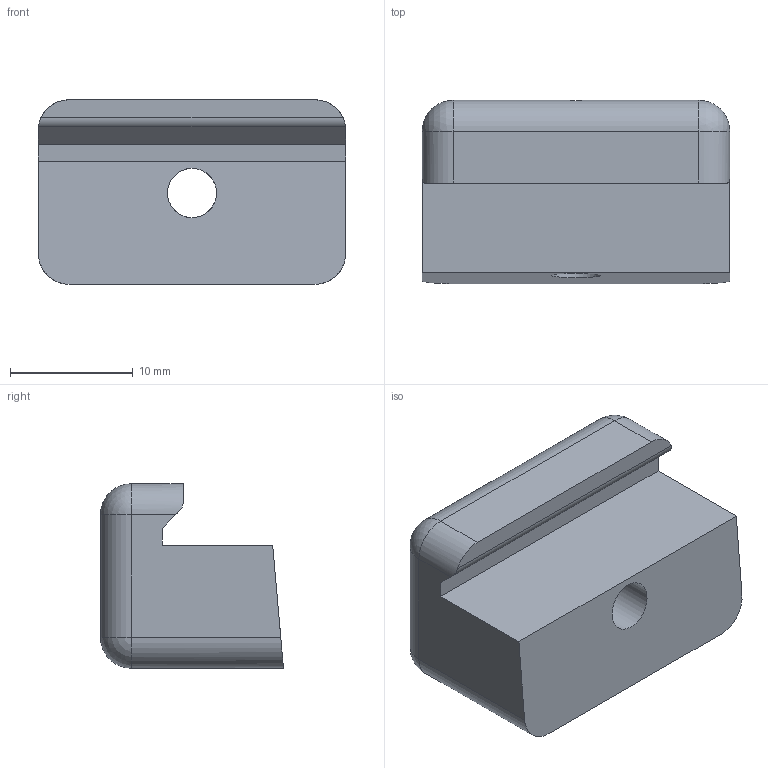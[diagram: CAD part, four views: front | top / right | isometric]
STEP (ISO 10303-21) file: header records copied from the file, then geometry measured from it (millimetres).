
FILE_DESCRIPTION(('FreeCAD Model'),'2;1');
FILE_NAME('Open CASCADE Shape Model','2021-07-11T21:43:13',('Marc Ketel' ),('https://github.com/atoomnetmarc'), 'Open CASCADE STEP processor 7.5','FreeCAD','Unknown');
FILE_SCHEMA(('AUTOMOTIVE_DESIGN { 1 0 10303 214 1 1 1 1 }'));
Length unit declared in the file: millimetre
Products named in the file (1): rail clamp
Bounding box: 25 x 14.87 x 15 mm (x, y, z)
Volume: 3789.8 mm3; surface area: 1964.5 mm2
Topology: 1 solids, 1 shells, 32 faces, 82 edges, 48 vertices
Faces by surface type: plane 18, cylinder 10, sphere 4
Full cylindrical faces by diameter (mm): 4 x1
Entity records: 2157 total; most frequent: CARTESIAN_POINT 541, DIRECTION 306, LINE 183, VECTOR 183, ORIENTED_EDGE 156, PCURVE 156, DEFINITIONAL_REPRESENTATION 156, EDGE_CURVE 78
